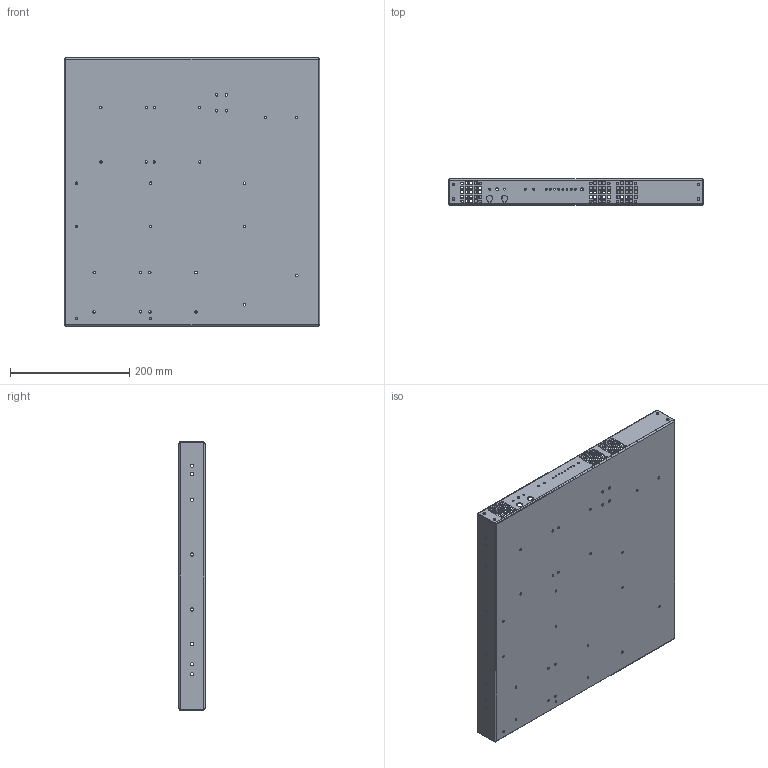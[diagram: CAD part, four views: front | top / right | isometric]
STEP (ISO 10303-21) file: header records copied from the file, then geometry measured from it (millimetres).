
FILE_DESCRIPTION((''),'2;1');
FILE_NAME('R2_CHASSIS_REV3_0063I_','2013-11-07T',('Vaughan'),(''),'PRO/ENGINEER BY PARAMETRIC TECHNOLOGY CORPORATION, 2013230','PRO/ENGINEER BY PARAMETRIC TECHNOLOGY CORPORATION, 2013230','');
FILE_SCHEMA(('CONFIG_CONTROL_DESIGN'));
Length unit declared in the file: millimetre
Products named in the file (1): R2_CHASSIS_REV3_0063I_
Bounding box: 428 x 43.69 x 450 mm (x, y, z)
Volume: 460171 mm3; surface area: 585384.1 mm2
Topology: 1 solids, 1 shells, 768 faces, 2170 edges, 1404 vertices
Faces by surface type: plane 456, cylinder 280, bspline 32
Entity records: 26826 total; most frequent: CARTESIAN_POINT 5836, ORIENTED_EDGE 4340, DIRECTION 4074, EDGE_CURVE 2170, VECTOR 1610, LINE 1610, VERTEX_POINT 1404, AXIS2_PLACEMENT_3D 1232
